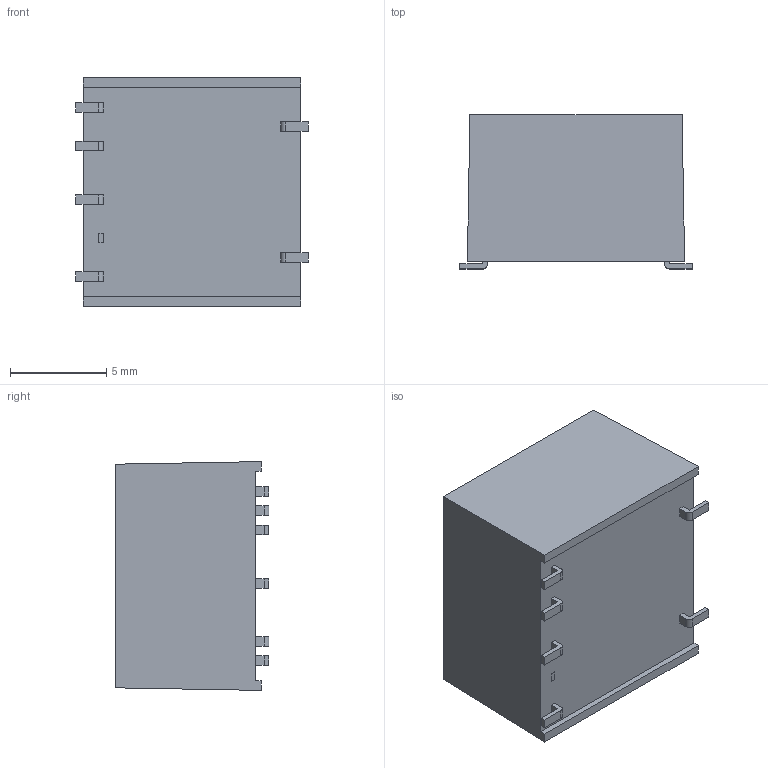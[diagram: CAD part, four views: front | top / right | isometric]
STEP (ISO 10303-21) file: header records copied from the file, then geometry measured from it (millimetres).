
FILE_DESCRIPTION (( 'STEP AP203' ), '1' );
FILE_NAME ('trn1sm_single.STEP', '2017-07-19T08:12:09', ( '' ), ( '' ), 'SwSTEP 2.0', 'SolidWorks 2013', '' );
FILE_SCHEMA (( 'CONFIG_CONTROL_DESIGN' ));
Length unit declared in the file: millimetre
Products named in the file (1): trn1sm_single
Bounding box: 12.1 x 8 x 11.9 mm (x, y, z)
Volume: 963.2 mm3; surface area: 628.2 mm2
Topology: 1 solids, 1 shells, 59 faces, 154 edges, 104 vertices
Faces by surface type: plane 53, cylinder 6
Entity records: 1869 total; most frequent: CARTESIAN_POINT 318, ORIENTED_EDGE 308, DIRECTION 286, EDGE_CURVE 154, LINE 142, VECTOR 142, VERTEX_POINT 104, AXIS2_PLACEMENT_3D 72
